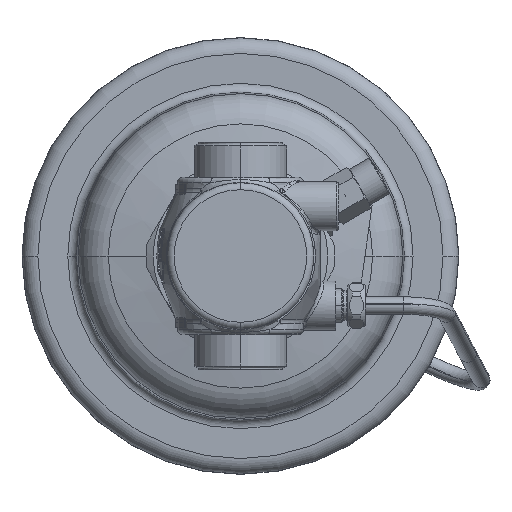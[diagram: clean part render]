
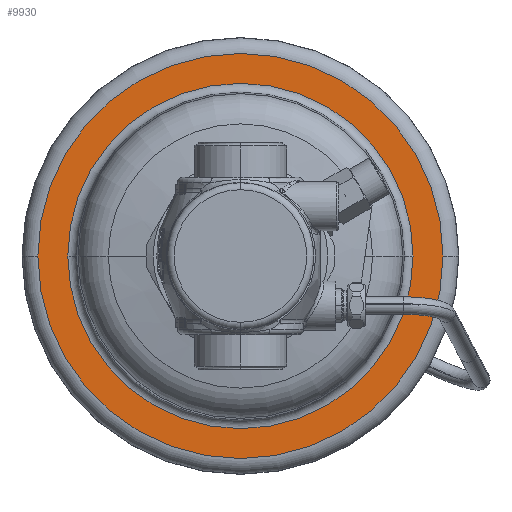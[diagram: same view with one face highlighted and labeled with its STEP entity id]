
A CAD part, left-side view. The second image highlights one B-rep face of the part: STEP entity #9930.
In plain terms, the highlighted planar face has unit normal (-1, 0, 0).
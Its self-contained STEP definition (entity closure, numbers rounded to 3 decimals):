
#5113=CARTESIAN_POINT('',(23.5,0.,0.));
#5114=DIRECTION('',(1.,0.,0.));
#5115=DIRECTION('',(0.,1.,0.));
#5116=AXIS2_PLACEMENT_3D('',#5113,#5114,#5115);
#5118=CARTESIAN_POINT('',(23.5,0.,0.));
#5119=DIRECTION('',(-1.,0.,0.));
#5120=DIRECTION('',(0.,1.,0.));
#5121=AXIS2_PLACEMENT_3D('',#5118,#5119,#5120);
#5133=CARTESIAN_POINT('',(23.5,0.,0.));
#5134=DIRECTION('',(-1.,0.,0.));
#5135=DIRECTION('',(0.,1.,0.));
#5136=AXIS2_PLACEMENT_3D('',#5133,#5134,#5135);
#5138=CARTESIAN_POINT('',(23.5,0.,0.));
#5139=DIRECTION('',(1.,0.,0.));
#5140=DIRECTION('',(0.,1.,0.));
#5141=AXIS2_PLACEMENT_3D('',#5138,#5139,#5140);
#8394=CARTESIAN_POINT('',(23.5,58.,0.));
#8396=VERTEX_POINT('',#8394);
#8397=CARTESIAN_POINT('',(23.5,49.431,0.));
#8399=VERTEX_POINT('',#8397);
#8426=CARTESIAN_POINT('',(23.5,-58.,0.));
#8428=VERTEX_POINT('',#8426);
#8429=CARTESIAN_POINT('',(23.5,-49.431,0.));
#8431=VERTEX_POINT('',#8429);
#9915=CARTESIAN_POINT('',(23.5,0.,0.));
#9916=DIRECTION('',(1.,0.,0.));
#9917=DIRECTION('',(0.,-1.,0.));
#9918=AXIS2_PLACEMENT_3D('',#9915,#9916,#9917);
#9919=PLANE('',#9918);
#9920=ORIENTED_EDGE('',*,*,#9897,.T.);
#9921=ORIENTED_EDGE('',*,*,#9908,.F.);
#9922=EDGE_LOOP('',(#9920,#9921));
#9923=FACE_OUTER_BOUND('',#9922,.F.);
#9925=ORIENTED_EDGE('',*,*,#9924,.T.);
#9927=ORIENTED_EDGE('',*,*,#9926,.F.);
#9928=EDGE_LOOP('',(#9925,#9927));
#9929=FACE_BOUND('',#9928,.F.);
#9930=ADVANCED_FACE('',(#9923,#9929),#9919,.F.);
#5117=CIRCLE('',#5116,58.);
#5122=CIRCLE('',#5121,58.);
#5137=CIRCLE('',#5136,49.431);
#5142=CIRCLE('',#5141,49.431);
#9897=EDGE_CURVE('',#8396,#8428,#5117,.T.);
#9908=EDGE_CURVE('',#8396,#8428,#5122,.T.);
#9924=EDGE_CURVE('',#8399,#8431,#5137,.T.);
#9926=EDGE_CURVE('',#8399,#8431,#5142,.T.);
